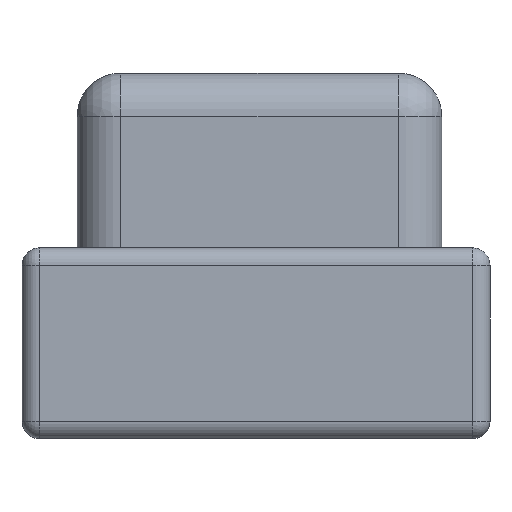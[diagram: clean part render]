
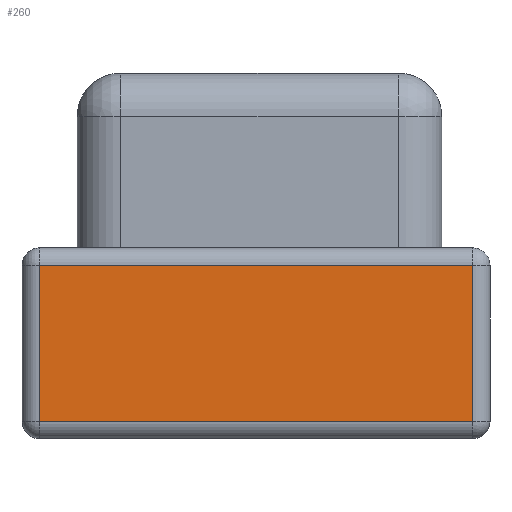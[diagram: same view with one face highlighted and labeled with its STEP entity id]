
A CAD part, left-side view. The second image highlights one B-rep face of the part: STEP entity #260.
In plain terms, the highlighted planar face has unit normal (-1, 0, 0).
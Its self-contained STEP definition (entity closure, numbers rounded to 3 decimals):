
#70 = FACE_OUTER_BOUND ( 'NONE', #2082, .T. ) ;
#187 = CARTESIAN_POINT ( 'NONE',  ( -0.022, 0.5, 0.183 ) ) ;
#208 = PLANE ( 'NONE',  #1115 ) ;
#260 = ADVANCED_FACE ( 'NONE', ( #70 ), #208, .T. ) ;
#345 = ORIENTED_EDGE ( 'NONE', *, *, #1667, .T. ) ;
#374 = VERTEX_POINT ( 'NONE', #1145 ) ;
#426 = ORIENTED_EDGE ( 'NONE', *, *, #1045, .T. ) ;
#552 = CARTESIAN_POINT ( 'NONE',  ( -0.022, -0.02, 0.203 ) ) ;
#557 = DIRECTION ( 'NONE',  ( 0., 0., -1. ) ) ;
#616 = VERTEX_POINT ( 'NONE', #187 ) ;
#650 = ORIENTED_EDGE ( 'NONE', *, *, #1464, .T. ) ;
#686 = VECTOR ( 'NONE', #957, 1000. ) ;
#768 = VECTOR ( 'NONE', #2177, 1000. ) ;
#884 = VECTOR ( 'NONE', #557, 1000. ) ;
#900 = ORIENTED_EDGE ( 'NONE', *, *, #2288, .T. ) ;
#916 = DIRECTION ( 'NONE',  ( 0., 0., 1. ) ) ;
#938 = LINE ( 'NONE', #1470, #768 ) ;
#957 = DIRECTION ( 'NONE',  ( 0., 0., 1. ) ) ;
#1045 = EDGE_CURVE ( 'NONE', #374, #616, #938, .T. ) ;
#1115 = AXIS2_PLACEMENT_3D ( 'NONE', #552, #1262, #916 ) ;
#1145 = CARTESIAN_POINT ( 'NONE',  ( -0.022, 0., 0.183 ) ) ;
#1245 = LINE ( 'NONE', #1779, #884 ) ;
#1262 = DIRECTION ( 'NONE',  ( -1., 0., 0. ) ) ;
#1380 = VECTOR ( 'NONE', #1908, 1000. ) ;
#1435 = CARTESIAN_POINT ( 'NONE',  ( -0.022, 0.5, 0.003 ) ) ;
#1464 = EDGE_CURVE ( 'NONE', #2191, #374, #1827, .T. ) ;
#1470 = CARTESIAN_POINT ( 'NONE',  ( -0.022, -0.02, 0.183 ) ) ;
#1518 = VERTEX_POINT ( 'NONE', #1435 ) ;
#1558 = CARTESIAN_POINT ( 'NONE',  ( -0.022, 0., 0.003 ) ) ;
#1667 = EDGE_CURVE ( 'NONE', #1518, #2191, #1898, .T. ) ;
#1779 = CARTESIAN_POINT ( 'NONE',  ( -0.022, 0.5, -0.017 ) ) ;
#1793 = CARTESIAN_POINT ( 'NONE',  ( -0.022, 0., 0.203 ) ) ;
#1827 = LINE ( 'NONE', #1793, #686 ) ;
#1898 = LINE ( 'NONE', #2240, #1380 ) ;
#1908 = DIRECTION ( 'NONE',  ( 0., -1., 0. ) ) ;
#2082 = EDGE_LOOP ( 'NONE', ( #650, #426, #900, #345 ) ) ;
#2177 = DIRECTION ( 'NONE',  ( 0., 1., 0. ) ) ;
#2191 = VERTEX_POINT ( 'NONE', #1558 ) ;
#2240 = CARTESIAN_POINT ( 'NONE',  ( -0.022, -0.02, 0.003 ) ) ;
#2288 = EDGE_CURVE ( 'NONE', #616, #1518, #1245, .T. ) ;
